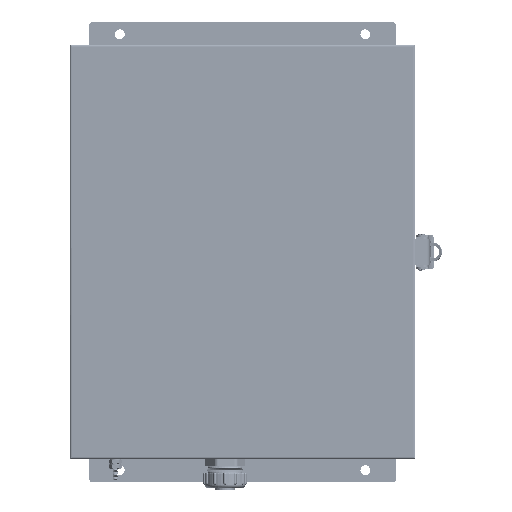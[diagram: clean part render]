
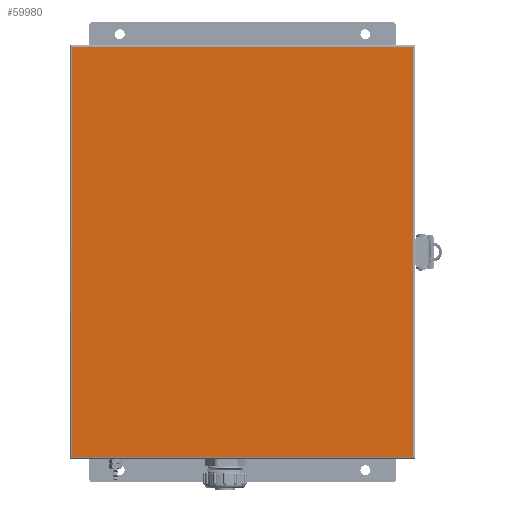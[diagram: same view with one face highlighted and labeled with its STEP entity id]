
A CAD part, top view. The second image highlights one B-rep face of the part: STEP entity #59980.
In plain terms, the highlighted planar face has unit normal (0, 0, 1).
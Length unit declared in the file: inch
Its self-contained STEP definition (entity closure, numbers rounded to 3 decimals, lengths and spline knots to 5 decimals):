
#4893 = CARTESIAN_POINT ( 'NONE',  ( -5.625, -6.685, 0. ) ) ;
#4963 = CARTESIAN_POINT ( 'NONE',  ( 5.625, 6.685, 0. ) ) ;
#7655 = VERTEX_POINT ( 'NONE', #20122 ) ;
#8445 = LINE ( 'NONE', #60398, #20749 ) ;
#8723 = ORIENTED_EDGE ( 'NONE', *, *, #47128, .F. ) ;
#13224 = VECTOR ( 'NONE', #38534, 39.37008 ) ;
#13251 = LINE ( 'NONE', #4893, #29761 ) ;
#15030 = CARTESIAN_POINT ( 'NONE',  ( -5.56, 6.685, 0. ) ) ;
#15428 = EDGE_CURVE ( 'NONE', #43093, #24977, #33957, .T. ) ;
#16142 = DIRECTION ( 'NONE',  ( -1., 0., 0. ) ) ;
#20122 = CARTESIAN_POINT ( 'NONE',  ( 5.56, -6.685, 0. ) ) ;
#20292 = CARTESIAN_POINT ( 'NONE',  ( 0., 0., 0. ) ) ;
#20749 = VECTOR ( 'NONE', #71104, 39.37008 ) ;
#22135 = ORIENTED_EDGE ( 'NONE', *, *, #15428, .F. ) ;
#24977 = VERTEX_POINT ( 'NONE', #15030 ) ;
#27953 = VERTEX_POINT ( 'NONE', #57187 ) ;
#29251 = FACE_OUTER_BOUND ( 'NONE', #62964, .T. ) ;
#29761 = VECTOR ( 'NONE', #16142, 39.37008 ) ;
#31635 = EDGE_CURVE ( 'NONE', #7655, #43093, #13251, .T. ) ;
#33957 = LINE ( 'NONE', #38917, #42718 ) ;
#36263 = ORIENTED_EDGE ( 'NONE', *, *, #63837, .F. ) ;
#38213 = CARTESIAN_POINT ( 'NONE',  ( -5.56, -6.685, 0. ) ) ;
#38534 = DIRECTION ( 'NONE',  ( 1., 0., 0. ) ) ;
#38917 = CARTESIAN_POINT ( 'NONE',  ( -5.56, 6.685, 0. ) ) ;
#40600 = ORIENTED_EDGE ( 'NONE', *, *, #31635, .F. ) ;
#42718 = VECTOR ( 'NONE', #66198, 39.37008 ) ;
#42844 = LINE ( 'NONE', #4963, #13224 ) ;
#43093 = VERTEX_POINT ( 'NONE', #38213 ) ;
#47128 = EDGE_CURVE ( 'NONE', #24977, #27953, #42844, .T. ) ;
#48006 = PLANE ( 'NONE',  #62678 ) ;
#52633 = DIRECTION ( 'NONE',  ( 1., 0., 0. ) ) ;
#57187 = CARTESIAN_POINT ( 'NONE',  ( 5.56, 6.685, 0. ) ) ;
#59215 = DIRECTION ( 'NONE',  ( 0., 0., 1. ) ) ;
#59980 = ADVANCED_FACE ( 'NONE', ( #29251 ), #48006, .T. ) ;
#60398 = CARTESIAN_POINT ( 'NONE',  ( 5.56, -6.685, 0. ) ) ;
#62678 = AXIS2_PLACEMENT_3D ( 'NONE', #20292, #59215, #52633 ) ;
#62964 = EDGE_LOOP ( 'NONE', ( #40600, #36263, #8723, #22135 ) ) ;
#63837 = EDGE_CURVE ( 'NONE', #27953, #7655, #8445, .T. ) ;
#66198 = DIRECTION ( 'NONE',  ( 0., 1., 0. ) ) ;
#71104 = DIRECTION ( 'NONE',  ( 0., -1., 0. ) ) ;
